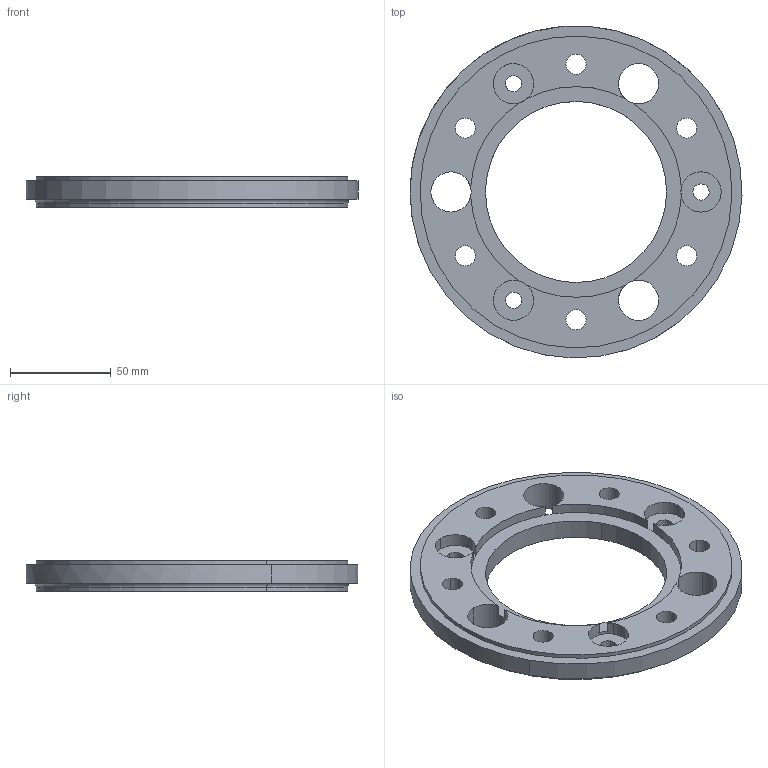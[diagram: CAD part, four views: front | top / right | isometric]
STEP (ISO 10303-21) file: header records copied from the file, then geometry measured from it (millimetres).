
FILE_DESCRIPTION(('CoCreate Modeling STEP Export'),'2;1');
FILE_NAME('m49.stp','2011-05-24T12:28:25',(''),(''),'CoCreate Modeling STEP processor for AP214 (Solid Model)','CoCreate Modeling 18.0P1120 20-Nov-2010 (C) Parametric Technology GmbH','');
FILE_SCHEMA(('AUTOMOTIVE_DESIGN { 1 0 10303 214 1 1 1 1 }'));
Length unit declared in the file: millimetre
Products named in the file (1): BODY_3____SOL33_-_WSP_ACCOUPLEM.PRT
Bounding box: 164.98 x 164.95 x 15 mm (x, y, z)
Volume: 170816.3 mm3; surface area: 45843.1 mm2
Topology: 1 solids, 1 shells, 54 faces, 161 edges, 109 vertices
Faces by surface type: cylinder 44, plane 8, torus 2
Entity records: 1710 total; most frequent: ORIENTED_EDGE 322, DIRECTION 278, CARTESIAN_POINT 273, EDGE_CURVE 161, AXIS2_PLACEMENT_3D 114, VERTEX_POINT 109, EDGE_LOOP 80, CIRCLE 59
